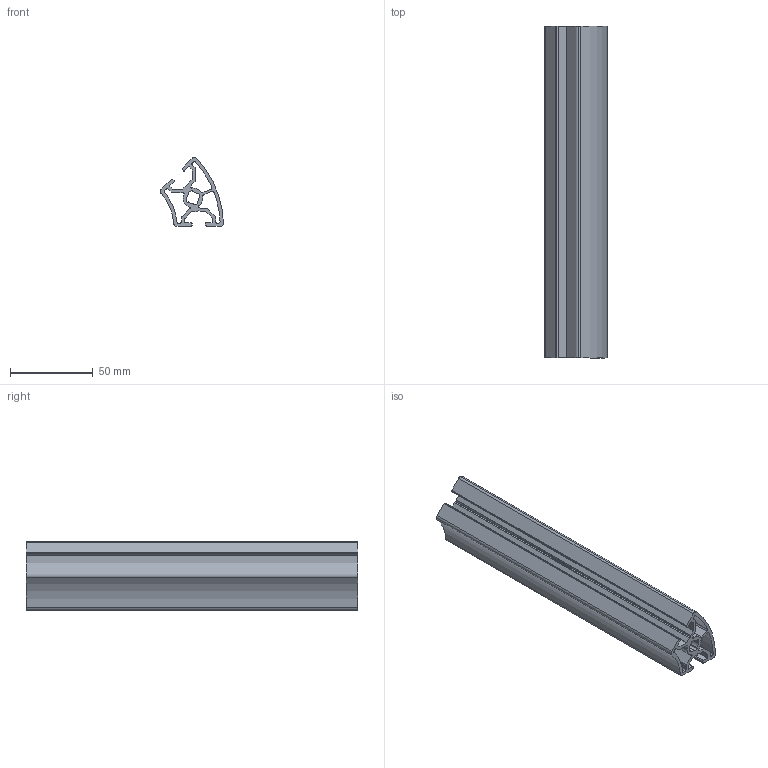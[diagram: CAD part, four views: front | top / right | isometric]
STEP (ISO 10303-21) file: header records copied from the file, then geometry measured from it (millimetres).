
FILE_DESCRIPTION (( 'STEP AP203' ), '1' );
FILE_NAME ('481993011_c_1.STEP', '2022-10-25T03:25:28', ( '' ), ( '' ), 'SwSTEP 2.0', 'SolidWorks 2014', '' );
FILE_SCHEMA (( 'CONFIG_CONTROL_DESIGN' ));
Length unit declared in the file: millimetre
Products named in the file (1): 481993011_c_1
Bounding box: 37.96 x 200 x 41.57 mm (x, y, z)
Volume: 82488.5 mm3; surface area: 76076.5 mm2
Topology: 1 solids, 1 shells, 172 faces, 510 edges, 340 vertices
Faces by surface type: cylinder 108, plane 64
Entity records: 5943 total; most frequent: DIRECTION 1072, CARTESIAN_POINT 1023, ORIENTED_EDGE 1020, EDGE_CURVE 510, AXIS2_PLACEMENT_3D 389, VERTEX_POINT 340, VECTOR 294, LINE 294
